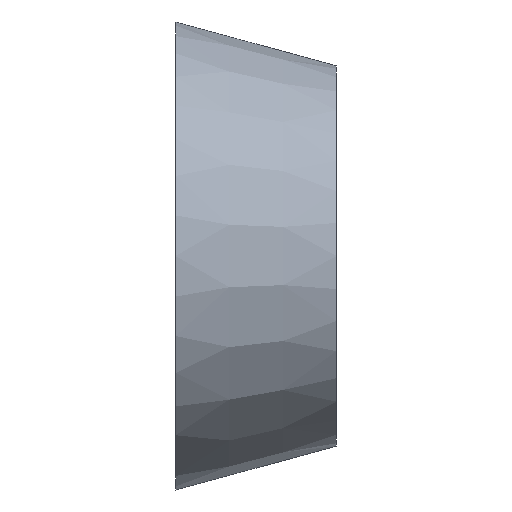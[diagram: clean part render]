
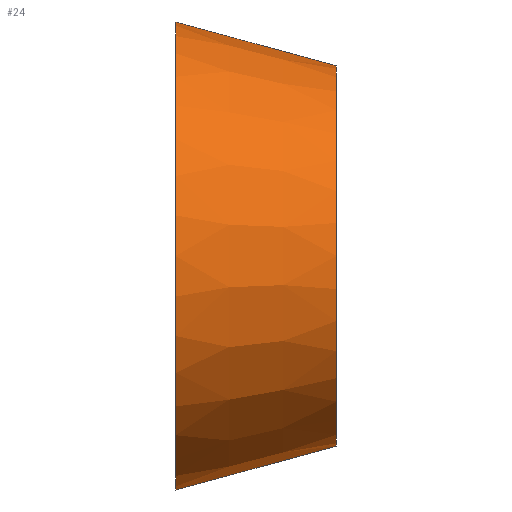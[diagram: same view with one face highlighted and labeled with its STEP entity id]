
A CAD part, front view. The second image highlights one B-rep face of the part: STEP entity #24.
In plain terms, the highlighted conical face has half-angle 15.255 degrees and reference radius 13 mm.
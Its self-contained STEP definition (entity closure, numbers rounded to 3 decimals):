
#6 = DIRECTION ( 'NONE',  ( 1., 0., 0. ) ) ;
#13 = CIRCLE ( 'NONE', #188, 16. ) ;
#14 = LINE ( 'NONE', #206, #107 ) ;
#24 = ADVANCED_FACE ( 'NONE', ( #174 ), #181, .T. ) ;
#45 = EDGE_CURVE ( 'NONE', #124, #165, #195, .T. ) ;
#49 = EDGE_LOOP ( 'NONE', ( #221, #75, #183, #215 ) ) ;
#53 = EDGE_CURVE ( 'NONE', #165, #135, #13, .T. ) ;
#63 = CARTESIAN_POINT ( 'NONE',  ( 11., 0., -13. ) ) ;
#71 = CARTESIAN_POINT ( 'NONE',  ( 11., 0., 0. ) ) ;
#75 = ORIENTED_EDGE ( 'NONE', *, *, #138, .F. ) ;
#76 = AXIS2_PLACEMENT_3D ( 'NONE', #71, #141, #220 ) ;
#83 = DIRECTION ( 'NONE',  ( -0.965, 0., 0.263 ) ) ;
#86 = CIRCLE ( 'NONE', #76, 13. ) ;
#90 = CARTESIAN_POINT ( 'NONE',  ( 11., 0., 0. ) ) ;
#99 = VERTEX_POINT ( 'NONE', #63 ) ;
#107 = VECTOR ( 'NONE', #129, 1000. ) ;
#124 = VERTEX_POINT ( 'NONE', #239 ) ;
#129 = DIRECTION ( 'NONE',  ( -0.965, 0., -0.263 ) ) ;
#130 = AXIS2_PLACEMENT_3D ( 'NONE', #90, #136, #217 ) ;
#135 = VERTEX_POINT ( 'NONE', #240 ) ;
#136 = DIRECTION ( 'NONE',  ( -1., 0., 0. ) ) ;
#138 = EDGE_CURVE ( 'NONE', #124, #99, #86, .T. ) ;
#141 = DIRECTION ( 'NONE',  ( 1., 0., 0. ) ) ;
#144 = CARTESIAN_POINT ( 'NONE',  ( 0., 0., 16. ) ) ;
#149 = VECTOR ( 'NONE', #83, 1000. ) ;
#165 = VERTEX_POINT ( 'NONE', #144 ) ;
#172 = CARTESIAN_POINT ( 'NONE',  ( 0., 0., 0. ) ) ;
#173 = DIRECTION ( 'NONE',  ( 0., 0., -1. ) ) ;
#174 = FACE_OUTER_BOUND ( 'NONE', #49, .T. ) ;
#175 = EDGE_CURVE ( 'NONE', #99, #135, #14, .T. ) ;
#181 = CONICAL_SURFACE ( 'NONE', #130, 13., 0.266 ) ;
#183 = ORIENTED_EDGE ( 'NONE', *, *, #45, .T. ) ;
#188 = AXIS2_PLACEMENT_3D ( 'NONE', #172, #6, #173 ) ;
#195 = LINE ( 'NONE', #218, #149 ) ;
#206 = CARTESIAN_POINT ( 'NONE',  ( 11., 0., -13. ) ) ;
#215 = ORIENTED_EDGE ( 'NONE', *, *, #53, .T. ) ;
#217 = DIRECTION ( 'NONE',  ( 0., 0., 1. ) ) ;
#218 = CARTESIAN_POINT ( 'NONE',  ( 11., 0., 13. ) ) ;
#220 = DIRECTION ( 'NONE',  ( 0., 0., -1. ) ) ;
#221 = ORIENTED_EDGE ( 'NONE', *, *, #175, .F. ) ;
#239 = CARTESIAN_POINT ( 'NONE',  ( 11., 0., 13. ) ) ;
#240 = CARTESIAN_POINT ( 'NONE',  ( 0., 0., -16. ) ) ;
